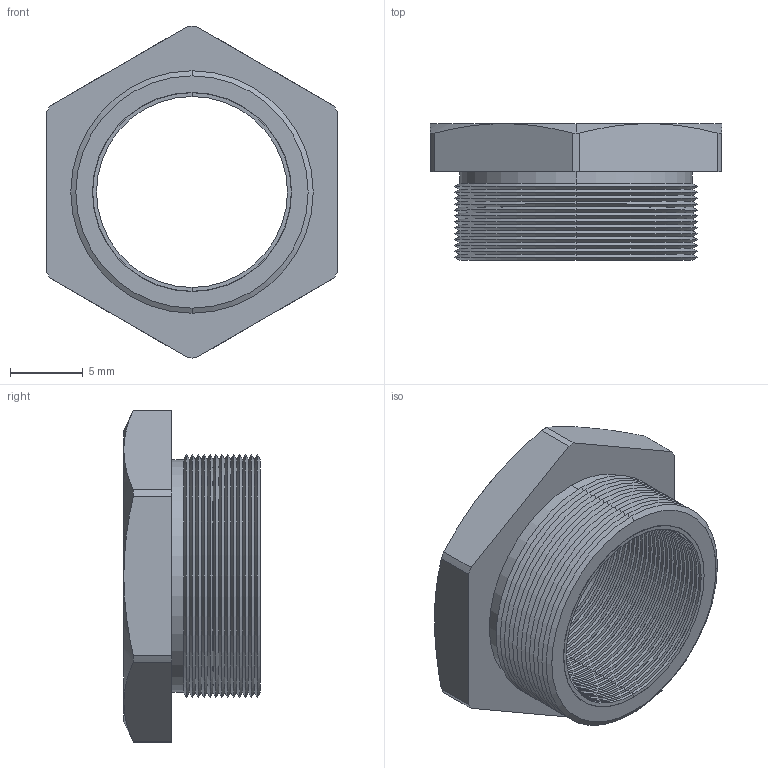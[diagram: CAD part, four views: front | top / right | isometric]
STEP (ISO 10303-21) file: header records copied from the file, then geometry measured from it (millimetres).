
FILE_DESCRIPTION (( 'STEP AP203' ), '1' );
FILE_NAME ('RM-2012-SS.STEP', '2006-04-17T06:04:24', ( 'bay06' ), ( '' ), 'SwSTEP 2.0', 'SolidWorks 2008', '' );
FILE_SCHEMA (( 'CONFIG_CONTROL_DESIGN' ));
Length unit declared in the file: inch
Products named in the file (1): RM-2012-SS
Bounding box: 20.07 x 9.4 x 22.88 mm (x, y, z)
Volume: 1112.8 mm3; surface area: 1998.9 mm2
Topology: 1 solids, 1 shells, 241 faces, 494 edges, 256 vertices
Faces by surface type: cone 151, cylinder 81, plane 9
Entity records: 6275 total; most frequent: DIRECTION 1210, CARTESIAN_POINT 1056, ORIENTED_EDGE 988, EDGE_CURVE 494, AXIS2_PLACEMENT_3D 486, VERTEX_POINT 256, EDGE_LOOP 244, CIRCLE 244
